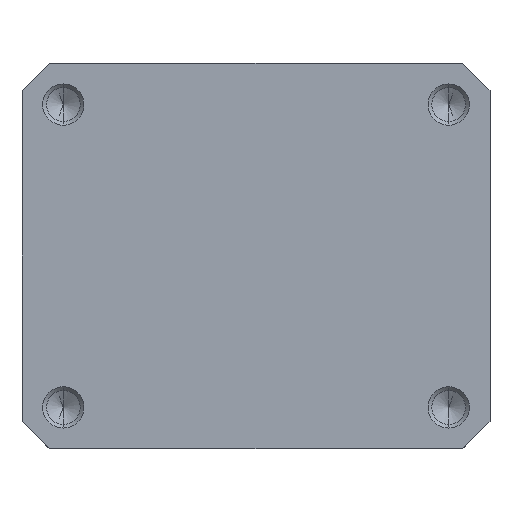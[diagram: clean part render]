
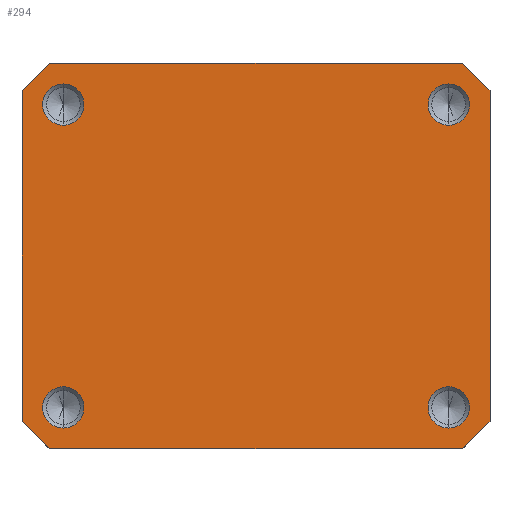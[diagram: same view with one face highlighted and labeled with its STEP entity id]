
A CAD part, front view. The second image highlights one B-rep face of the part: STEP entity #294.
In plain terms, the highlighted planar face has unit normal (0, -1, 0).
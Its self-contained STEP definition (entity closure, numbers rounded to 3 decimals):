
#294 = ADVANCED_FACE( '', ( #642, #643, #644, #645, #646 ), #647, .T. );
#642 = FACE_BOUND( '', #1090, .T. );
#643 = FACE_BOUND( '', #1091, .T. );
#644 = FACE_BOUND( '', #1092, .T. );
#645 = FACE_BOUND( '', #1093, .T. );
#646 = FACE_OUTER_BOUND( '', #1094, .T. );
#647 = PLANE( '', #1095 );
#1090 = EDGE_LOOP( '', ( #2217, #2218 ) );
#1091 = EDGE_LOOP( '', ( #2219, #2220 ) );
#1092 = EDGE_LOOP( '', ( #2221, #2222 ) );
#1093 = EDGE_LOOP( '', ( #2223, #2224 ) );
#1094 = EDGE_LOOP( '', ( #2225, #2226, #2227, #2228, #2229, #2230, #2231, #2232 ) );
#1095 = AXIS2_PLACEMENT_3D( '', #2233, #2234, #2235 );
#2217 = ORIENTED_EDGE( '', *, *, #3062, .T. );
#2218 = ORIENTED_EDGE( '', *, *, #3052, .T. );
#2219 = ORIENTED_EDGE( '', *, *, #3065, .T. );
#2220 = ORIENTED_EDGE( '', *, *, #3043, .T. );
#2221 = ORIENTED_EDGE( '', *, *, #3068, .T. );
#2222 = ORIENTED_EDGE( '', *, *, #3034, .T. );
#2223 = ORIENTED_EDGE( '', *, *, #3071, .T. );
#2224 = ORIENTED_EDGE( '', *, *, #3025, .T. );
#2225 = ORIENTED_EDGE( '', *, *, #3160, .T. );
#2226 = ORIENTED_EDGE( '', *, *, #3123, .T. );
#2227 = ORIENTED_EDGE( '', *, *, #3150, .T. );
#2228 = ORIENTED_EDGE( '', *, *, #3147, .T. );
#2229 = ORIENTED_EDGE( '', *, *, #3165, .T. );
#2230 = ORIENTED_EDGE( '', *, *, #3254, .F. );
#2231 = ORIENTED_EDGE( '', *, *, #3158, .T. );
#2232 = ORIENTED_EDGE( '', *, *, #3216, .F. );
#2233 = CARTESIAN_POINT( '', ( 17., 0., 14. ) );
#2234 = DIRECTION( '', ( 0., -1., 0. ) );
#2235 = DIRECTION( '', ( 0., 0., 1. ) );
#3025 = EDGE_CURVE( '', #3613, #3610, #3614, .T. );
#3034 = EDGE_CURVE( '', #3629, #3626, #3630, .T. );
#3043 = EDGE_CURVE( '', #3644, #3641, #3645, .T. );
#3052 = EDGE_CURVE( '', #3660, #3657, #3661, .T. );
#3062 = EDGE_CURVE( '', #3657, #3660, #3674, .T. );
#3065 = EDGE_CURVE( '', #3641, #3644, #3677, .T. );
#3068 = EDGE_CURVE( '', #3626, #3629, #3680, .T. );
#3071 = EDGE_CURVE( '', #3610, #3613, #3683, .T. );
#3123 = EDGE_CURVE( '', #3755, #3753, #3756, .T. );
#3147 = EDGE_CURVE( '', #3793, #3791, #3794, .T. );
#3150 = EDGE_CURVE( '', #3753, #3793, #3797, .T. );
#3158 = EDGE_CURVE( '', #3809, #3807, #3810, .T. );
#3160 = EDGE_CURVE( '', #3812, #3755, #3813, .T. );
#3165 = EDGE_CURVE( '', #3791, #3818, #3820, .T. );
#3216 = EDGE_CURVE( '', #3812, #3807, #3911, .T. );
#3254 = EDGE_CURVE( '', #3809, #3818, #3966, .T. );
#3610 = VERTEX_POINT( '', #4484 );
#3613 = VERTEX_POINT( '', #4488 );
#3614 = CIRCLE( '', #4489, 1.5 );
#3626 = VERTEX_POINT( '', #4506 );
#3629 = VERTEX_POINT( '', #4510 );
#3630 = CIRCLE( '', #4511, 1.5 );
#3641 = VERTEX_POINT( '', #4527 );
#3644 = VERTEX_POINT( '', #4531 );
#3645 = CIRCLE( '', #4532, 1.5 );
#3657 = VERTEX_POINT( '', #4549 );
#3660 = VERTEX_POINT( '', #4553 );
#3661 = CIRCLE( '', #4554, 1.5 );
#3674 = CIRCLE( '', #4572, 1.5 );
#3677 = CIRCLE( '', #4575, 1.5 );
#3680 = CIRCLE( '', #4578, 1.5 );
#3683 = CIRCLE( '', #4581, 1.5 );
#3753 = VERTEX_POINT( '', #4675 );
#3755 = VERTEX_POINT( '', #4678 );
#3756 = LINE( '', #4679, #4680 );
#3791 = VERTEX_POINT( '', #4734 );
#3793 = VERTEX_POINT( '', #4737 );
#3794 = LINE( '', #4738, #4739 );
#3797 = LINE( '', #4744, #4745 );
#3807 = VERTEX_POINT( '', #4758 );
#3809 = VERTEX_POINT( '', #4761 );
#3810 = LINE( '', #4762, #4763 );
#3812 = VERTEX_POINT( '', #4766 );
#3813 = LINE( '', #4767, #4768 );
#3818 = VERTEX_POINT( '', #4774 );
#3820 = LINE( '', #4777, #4778 );
#3911 = LINE( '', #4919, #4920 );
#3966 = LINE( '', #5012, #5013 );
#4484 = CARTESIAN_POINT( '', ( 14., 0., -9.5 ) );
#4488 = CARTESIAN_POINT( '', ( 14., 0., -12.5 ) );
#4489 = AXIS2_PLACEMENT_3D( '', #5637, #5638, #5639 );
#4506 = CARTESIAN_POINT( '', ( 14., 0., 12.5 ) );
#4510 = CARTESIAN_POINT( '', ( 14., 0., 9.5 ) );
#4511 = AXIS2_PLACEMENT_3D( '', #5652, #5653, #5654 );
#4527 = CARTESIAN_POINT( '', ( -14., 0., -9.5 ) );
#4531 = CARTESIAN_POINT( '', ( -14., 0., -12.5 ) );
#4532 = AXIS2_PLACEMENT_3D( '', #5667, #5668, #5669 );
#4549 = CARTESIAN_POINT( '', ( -14., 0., 12.5 ) );
#4553 = CARTESIAN_POINT( '', ( -14., 0., 9.5 ) );
#4554 = AXIS2_PLACEMENT_3D( '', #5682, #5683, #5684 );
#4572 = AXIS2_PLACEMENT_3D( '', #5702, #5703, #5704 );
#4575 = AXIS2_PLACEMENT_3D( '', #5711, #5712, #5713 );
#4578 = AXIS2_PLACEMENT_3D( '', #5720, #5721, #5722 );
#4581 = AXIS2_PLACEMENT_3D( '', #5729, #5730, #5731 );
#4675 = CARTESIAN_POINT( '', ( -15., 0., 14. ) );
#4678 = CARTESIAN_POINT( '', ( 15., 0., 14. ) );
#4679 = CARTESIAN_POINT( '', ( 17., 0., 14. ) );
#4680 = VECTOR( '', #5832, 1. );
#4734 = CARTESIAN_POINT( '', ( -17., 0., -12. ) );
#4737 = CARTESIAN_POINT( '', ( -17., 0., 12. ) );
#4738 = CARTESIAN_POINT( '', ( -17., 0., 14. ) );
#4739 = VECTOR( '', #5859, 1. );
#4744 = CARTESIAN_POINT( '', ( -8., 0., 21. ) );
#4745 = VECTOR( '', #5862, 1. );
#4758 = CARTESIAN_POINT( '', ( 17., 0., -12. ) );
#4761 = CARTESIAN_POINT( '', ( 15., 0., -14. ) );
#4762 = CARTESIAN_POINT( '', ( 23.5, 0., -5.5 ) );
#4763 = VECTOR( '', #5876, 1. );
#4766 = CARTESIAN_POINT( '', ( 17., 0., 12. ) );
#4767 = CARTESIAN_POINT( '', ( 15.5, 0., 13.5 ) );
#4768 = VECTOR( '', #5878, 1. );
#4774 = CARTESIAN_POINT( '', ( -15., 0., -14. ) );
#4777 = CARTESIAN_POINT( '', ( -14., 0., -15. ) );
#4778 = VECTOR( '', #5887, 1. );
#4919 = CARTESIAN_POINT( '', ( 17., 0., 14. ) );
#4920 = VECTOR( '', #5938, 1. );
#5012 = CARTESIAN_POINT( '', ( 17., 0., -14. ) );
#5013 = VECTOR( '', #5976, 1. );
#5637 = CARTESIAN_POINT( '', ( 14., 0., -11. ) );
#5638 = DIRECTION( '', ( 0., 1., 0. ) );
#5639 = DIRECTION( '', ( 0., 0., 1. ) );
#5652 = CARTESIAN_POINT( '', ( 14., 0., 11. ) );
#5653 = DIRECTION( '', ( 0., 1., 0. ) );
#5654 = DIRECTION( '', ( 0., 0., 1. ) );
#5667 = CARTESIAN_POINT( '', ( -14., 0., -11. ) );
#5668 = DIRECTION( '', ( 0., 1., 0. ) );
#5669 = DIRECTION( '', ( 0., 0., 1. ) );
#5682 = CARTESIAN_POINT( '', ( -14., 0., 11. ) );
#5683 = DIRECTION( '', ( 0., 1., 0. ) );
#5684 = DIRECTION( '', ( 0., 0., 1. ) );
#5702 = CARTESIAN_POINT( '', ( -14., 0., 11. ) );
#5703 = DIRECTION( '', ( 0., 1., 0. ) );
#5704 = DIRECTION( '', ( 0., 0., 1. ) );
#5711 = CARTESIAN_POINT( '', ( -14., 0., -11. ) );
#5712 = DIRECTION( '', ( 0., 1., 0. ) );
#5713 = DIRECTION( '', ( 0., 0., 1. ) );
#5720 = CARTESIAN_POINT( '', ( 14., 0., 11. ) );
#5721 = DIRECTION( '', ( 0., 1., 0. ) );
#5722 = DIRECTION( '', ( 0., 0., 1. ) );
#5729 = CARTESIAN_POINT( '', ( 14., 0., -11. ) );
#5730 = DIRECTION( '', ( 0., 1., 0. ) );
#5731 = DIRECTION( '', ( 0., 0., 1. ) );
#5832 = DIRECTION( '', ( -1., 0., 0. ) );
#5859 = DIRECTION( '', ( 0., 0., -1. ) );
#5862 = DIRECTION( '', ( -0.707, 0., -0.707 ) );
#5876 = DIRECTION( '', ( 0.707, 0., 0.707 ) );
#5878 = DIRECTION( '', ( -0.707, 0., 0.707 ) );
#5887 = DIRECTION( '', ( 0.707, 0., -0.707 ) );
#5938 = DIRECTION( '', ( 0., 0., -1. ) );
#5976 = DIRECTION( '', ( -1., 0., 0. ) );
